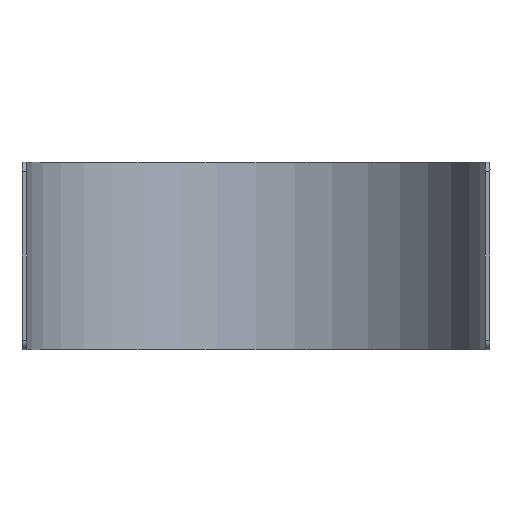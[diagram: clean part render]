
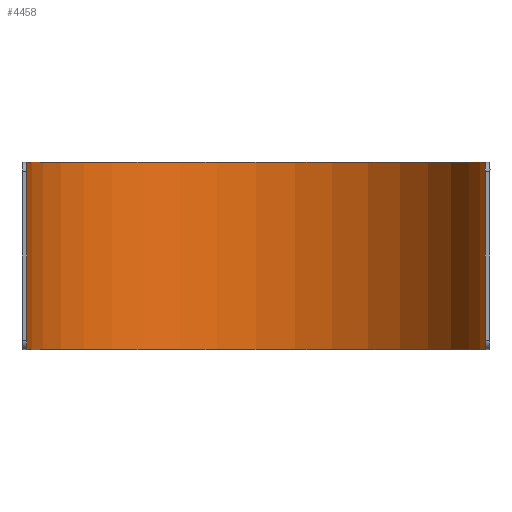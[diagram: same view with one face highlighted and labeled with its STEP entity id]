
A CAD part, front view. The second image highlights one B-rep face of the part: STEP entity #4458.
In plain terms, the highlighted cylindrical face has radius 24.5 mm (diameter 49 mm), a partial arc.
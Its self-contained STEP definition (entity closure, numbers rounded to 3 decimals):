
#109 = VECTOR ( 'NONE', #2572, 1000. ) ;
#186 = CARTESIAN_POINT ( 'NONE',  ( 24.5, 0.026, 9.262 ) ) ;
#216 = EDGE_CURVE ( 'NONE', #4307, #2858, #422, .T. ) ;
#253 = CARTESIAN_POINT ( 'NONE',  ( -24.49, 0.736, -10. ) ) ;
#309 = CARTESIAN_POINT ( 'NONE',  ( -24.48, 1., -10. ) ) ;
#422 = LINE ( 'NONE', #2906, #109 ) ;
#428 = EDGE_CURVE ( 'NONE', #4939, #559, #784, .T. ) ;
#559 = VERTEX_POINT ( 'NONE', #3808 ) ;
#784 = LINE ( 'NONE', #4998, #3631 ) ;
#791 = CARTESIAN_POINT ( 'NONE',  ( -24.5, 0.026, -9.262 ) ) ;
#887 = EDGE_CURVE ( 'NONE', #3688, #559, #1361, .T. ) ;
#935 = CARTESIAN_POINT ( 'NONE',  ( 24.497, 0.386, -9.8 ) ) ;
#939 = ORIENTED_EDGE ( 'NONE', *, *, #2278, .T. ) ;
#1276 = B_SPLINE_CURVE_WITH_KNOTS ( 'NONE', 3,
 ( #3577, #3193, #186, #5252, #4041, #4387, #4867, #1427 ),
 .UNSPECIFIED., .F., .F.,
 ( 4, 2, 2, 4 ),
 ( 0., 0., 0.001, 0.002 ),
 .UNSPECIFIED. ) ;
#1361 = B_SPLINE_CURVE_WITH_KNOTS ( 'NONE', 3,
 ( #2163, #2470, #4162, #5188, #935, #5242, #2628, #3915 ),
 .UNSPECIFIED., .F., .F.,
 ( 4, 2, 2, 4 ),
 ( 0., 0., 0.001, 0.002 ),
 .UNSPECIFIED. ) ;
#1397 = FACE_OUTER_BOUND ( 'NONE', #1861, .T. ) ;
#1417 = EDGE_CURVE ( 'NONE', #2858, #4989, #2903, .T. ) ;
#1427 = CARTESIAN_POINT ( 'NONE',  ( 24.48, 1., 10. ) ) ;
#1446 = VERTEX_POINT ( 'NONE', #5304 ) ;
#1833 = CARTESIAN_POINT ( 'NONE',  ( -24.495, 0.496, 9.874 ) ) ;
#1853 = CYLINDRICAL_SURFACE ( 'NONE', #3897, 24.5 ) ;
#1861 = EDGE_LOOP ( 'NONE', ( #3834, #5112, #5052, #939, #2746, #3000, #4127, #4556 ) ) ;
#1990 = DIRECTION ( 'NONE',  ( 0., 0., -1. ) ) ;
#1996 = CARTESIAN_POINT ( 'NONE',  ( 24.5, 0., 9. ) ) ;
#2090 = CARTESIAN_POINT ( 'NONE',  ( -24.5, 0., -9.132 ) ) ;
#2101 = EDGE_CURVE ( 'NONE', #1446, #4890, #4505, .T. ) ;
#2163 = CARTESIAN_POINT ( 'NONE',  ( 24.48, 1., -10. ) ) ;
#2236 = CARTESIAN_POINT ( 'NONE',  ( 24.48, 1., -10. ) ) ;
#2278 = EDGE_CURVE ( 'NONE', #1446, #4307, #4380, .T. ) ;
#2353 = EDGE_CURVE ( 'NONE', #4989, #3688, #3017, .T. ) ;
#2363 = CARTESIAN_POINT ( 'NONE',  ( -24.485, 0.868, 10. ) ) ;
#2470 = CARTESIAN_POINT ( 'NONE',  ( 24.485, 0.868, -10. ) ) ;
#2505 = DIRECTION ( 'NONE',  ( 0., 0., -1. ) ) ;
#2572 = DIRECTION ( 'NONE',  ( 0., 0., -1. ) ) ;
#2625 = CARTESIAN_POINT ( 'NONE',  ( -24.5, 0., 9. ) ) ;
#2628 = CARTESIAN_POINT ( 'NONE',  ( 24.5, 0., -9.264 ) ) ;
#2709 = DIRECTION ( 'NONE',  ( 0., 0., -1. ) ) ;
#2723 = CARTESIAN_POINT ( 'NONE',  ( -24.5, 0.109, 9.523 ) ) ;
#2746 = ORIENTED_EDGE ( 'NONE', *, *, #216, .T. ) ;
#2805 = DIRECTION ( 'NONE',  ( -1., 0., 0. ) ) ;
#2848 = CARTESIAN_POINT ( 'NONE',  ( 24.48, 1., 10. ) ) ;
#2858 = VERTEX_POINT ( 'NONE', #3413 ) ;
#2870 = CARTESIAN_POINT ( 'NONE',  ( -24.48, 1., -10. ) ) ;
#2903 = B_SPLINE_CURVE_WITH_KNOTS ( 'NONE', 3,
 ( #3269, #2090, #791, #3324, #4510, #5375, #253, #309 ),
 .UNSPECIFIED., .F., .F.,
 ( 4, 2, 2, 4 ),
 ( 0., 0., 0.001, 0.002 ),
 .UNSPECIFIED. ) ;
#2906 = CARTESIAN_POINT ( 'NONE',  ( -24.5, 0., 10. ) ) ;
#3000 = ORIENTED_EDGE ( 'NONE', *, *, #1417, .T. ) ;
#3017 = CIRCLE ( 'NONE', #3805, 24.5 ) ;
#3193 = CARTESIAN_POINT ( 'NONE',  ( 24.5, 0., 9.132 ) ) ;
#3228 = CARTESIAN_POINT ( 'NONE',  ( 0., 0., -10. ) ) ;
#3269 = CARTESIAN_POINT ( 'NONE',  ( -24.5, 0., -9. ) ) ;
#3324 = CARTESIAN_POINT ( 'NONE',  ( -24.5, 0.126, -9.504 ) ) ;
#3334 = CARTESIAN_POINT ( 'NONE',  ( 0., 0., 10. ) ) ;
#3413 = CARTESIAN_POINT ( 'NONE',  ( -24.5, 0., -9. ) ) ;
#3577 = CARTESIAN_POINT ( 'NONE',  ( 24.5, 0., 9. ) ) ;
#3631 = VECTOR ( 'NONE', #2505, 1000. ) ;
#3688 = VERTEX_POINT ( 'NONE', #2236 ) ;
#3697 = DIRECTION ( 'NONE',  ( -1., 0., 0. ) ) ;
#3805 = AXIS2_PLACEMENT_3D ( 'NONE', #3228, #4900, #2805 ) ;
#3808 = CARTESIAN_POINT ( 'NONE',  ( 24.5, 0., -9. ) ) ;
#3834 = ORIENTED_EDGE ( 'NONE', *, *, #428, .F. ) ;
#3897 = AXIS2_PLACEMENT_3D ( 'NONE', #5338, #2709, #4499 ) ;
#3915 = CARTESIAN_POINT ( 'NONE',  ( 24.5, 0., -9. ) ) ;
#4041 = CARTESIAN_POINT ( 'NONE',  ( 24.499, 0.201, 9.615 ) ) ;
#4127 = ORIENTED_EDGE ( 'NONE', *, *, #2353, .T. ) ;
#4162 = CARTESIAN_POINT ( 'NONE',  ( 24.489, 0.738, -9.974 ) ) ;
#4307 = VERTEX_POINT ( 'NONE', #4459 ) ;
#4375 = CARTESIAN_POINT ( 'NONE',  ( -24.48, 1., 10. ) ) ;
#4380 = B_SPLINE_CURVE_WITH_KNOTS ( 'NONE', 3,
 ( #4375, #2363, #5244, #1833, #5267, #2723, #4731, #2625 ),
 .UNSPECIFIED., .F., .F.,
 ( 4, 2, 2, 4 ),
 ( 0., 0., 0.001, 0.002 ),
 .UNSPECIFIED. ) ;
#4387 = CARTESIAN_POINT ( 'NONE',  ( 24.496, 0.477, 9.891 ) ) ;
#4458 = ADVANCED_FACE ( 'NONE', ( #1397 ), #1853, .F. ) ;
#4459 = CARTESIAN_POINT ( 'NONE',  ( -24.5, 0., 9. ) ) ;
#4499 = DIRECTION ( 'NONE',  ( -1., 0., 0. ) ) ;
#4505 = CIRCLE ( 'NONE', #4592, 24.5 ) ;
#4507 = EDGE_CURVE ( 'NONE', #4939, #4890, #1276, .T. ) ;
#4510 = CARTESIAN_POINT ( 'NONE',  ( -24.499, 0.201, -9.615 ) ) ;
#4556 = ORIENTED_EDGE ( 'NONE', *, *, #887, .T. ) ;
#4592 = AXIS2_PLACEMENT_3D ( 'NONE', #3334, #1990, #3697 ) ;
#4731 = CARTESIAN_POINT ( 'NONE',  ( -24.5, 0., 9.264 ) ) ;
#4867 = CARTESIAN_POINT ( 'NONE',  ( 24.49, 0.736, 10. ) ) ;
#4890 = VERTEX_POINT ( 'NONE', #2848 ) ;
#4900 = DIRECTION ( 'NONE',  ( 0., 0., -1. ) ) ;
#4939 = VERTEX_POINT ( 'NONE', #1996 ) ;
#4989 = VERTEX_POINT ( 'NONE', #2870 ) ;
#4998 = CARTESIAN_POINT ( 'NONE',  ( 24.5, 0., 10. ) ) ;
#5052 = ORIENTED_EDGE ( 'NONE', *, *, #2101, .F. ) ;
#5112 = ORIENTED_EDGE ( 'NONE', *, *, #4507, .T. ) ;
#5188 = CARTESIAN_POINT ( 'NONE',  ( 24.495, 0.496, -9.874 ) ) ;
#5242 = CARTESIAN_POINT ( 'NONE',  ( 24.5, 0.109, -9.523 ) ) ;
#5244 = CARTESIAN_POINT ( 'NONE',  ( -24.489, 0.738, 9.974 ) ) ;
#5252 = CARTESIAN_POINT ( 'NONE',  ( 24.5, 0.126, 9.504 ) ) ;
#5267 = CARTESIAN_POINT ( 'NONE',  ( -24.497, 0.386, 9.8 ) ) ;
#5304 = CARTESIAN_POINT ( 'NONE',  ( -24.48, 1., 10. ) ) ;
#5338 = CARTESIAN_POINT ( 'NONE',  ( 0., 0., 10. ) ) ;
#5375 = CARTESIAN_POINT ( 'NONE',  ( -24.496, 0.477, -9.891 ) ) ;
